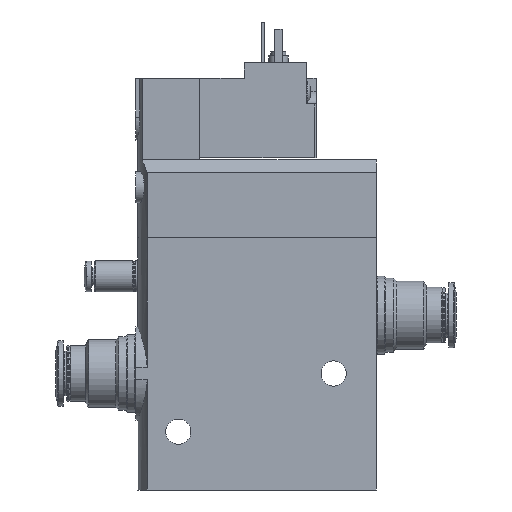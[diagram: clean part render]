
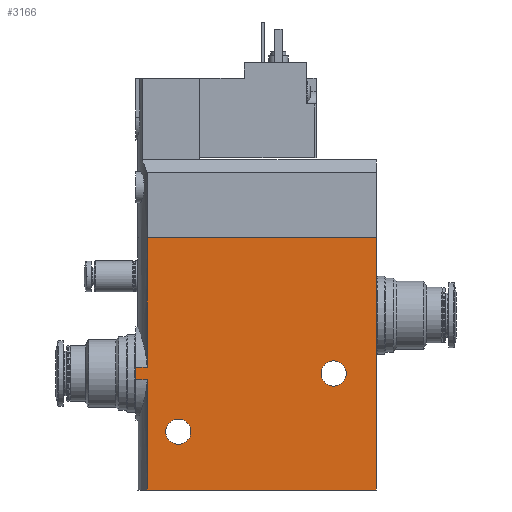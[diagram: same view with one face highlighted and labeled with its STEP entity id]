
A CAD part, left-side view. The second image highlights one B-rep face of the part: STEP entity #3166.
In plain terms, the highlighted face is planar.
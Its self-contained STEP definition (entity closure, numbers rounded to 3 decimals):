
#229=LINE('',#5353,#445);
#232=LINE('',#5362,#448);
#233=LINE('',#5376,#449);
#235=LINE('',#5395,#451);
#237=LINE('',#5400,#453);
#240=LINE('',#5424,#456);
#243=LINE('',#5437,#459);
#244=LINE('',#5438,#460);
#445=VECTOR('',#4378,1000.);
#448=VECTOR('',#4385,1000.);
#449=VECTOR('',#4388,1000.);
#451=VECTOR('',#4394,1000.);
#453=VECTOR('',#4400,1000.);
#456=VECTOR('',#4409,1000.);
#459=VECTOR('',#4424,1000.);
#460=VECTOR('',#4425,1000.);
#697=ORIENTED_EDGE('',*,*,#1555,.T.);
#698=ORIENTED_EDGE('',*,*,#1556,.T.);
#699=ORIENTED_EDGE('',*,*,#1537,.T.);
#700=ORIENTED_EDGE('',*,*,#1550,.F.);
#701=ORIENTED_EDGE('',*,*,#1557,.F.);
#702=ORIENTED_EDGE('',*,*,#1531,.T.);
#703=ORIENTED_EDGE('',*,*,#1558,.T.);
#704=ORIENTED_EDGE('',*,*,#1544,.F.);
#705=ORIENTED_EDGE('',*,*,#1535,.T.);
#706=ORIENTED_EDGE('',*,*,#1541,.T.);
#1531=EDGE_CURVE('',#1966,#1965,#229,.T.);
#1535=EDGE_CURVE('',#1970,#1969,#232,.F.);
#1537=EDGE_CURVE('',#1971,#1972,#233,.T.);
#1541=EDGE_CURVE('',#1969,#1971,#235,.T.);
#1544=EDGE_CURVE('',#1970,#1976,#237,.T.);
#1550=EDGE_CURVE('',#1980,#1972,#240,.T.);
#1555=EDGE_CURVE('',#1983,#1983,#2283,.T.);
#1556=EDGE_CURVE('',#1984,#1984,#2284,.T.);
#1557=EDGE_CURVE('',#1966,#1980,#243,.T.);
#1558=EDGE_CURVE('',#1965,#1976,#244,.T.);
#1965=VERTEX_POINT('',#5352);
#1966=VERTEX_POINT('',#5354);
#1969=VERTEX_POINT('',#5361);
#1970=VERTEX_POINT('',#5363);
#1971=VERTEX_POINT('',#5377);
#1972=VERTEX_POINT('',#5378);
#1976=VERTEX_POINT('',#5401);
#1980=VERTEX_POINT('',#5423);
#1983=VERTEX_POINT('',#5434);
#1984=VERTEX_POINT('',#5436);
#2283=CIRCLE('',#4007,3.25);
#2284=CIRCLE('',#4008,3.25);
#2440=EDGE_LOOP('',(#697));
#2441=EDGE_LOOP('',(#698));
#2442=EDGE_LOOP('',(#699,#700,#701,#702,#703,#704,#705,#706));
#2755=FACE_BOUND('',#2440,.T.);
#2756=FACE_BOUND('',#2441,.T.);
#2757=FACE_BOUND('',#2442,.T.);
#3060=PLANE('',#4006);
#3166=ADVANCED_FACE('',(#2755,#2756,#2757),#3060,.F.);
#4006=AXIS2_PLACEMENT_3D('',#5432,#4418,#4419);
#4007=AXIS2_PLACEMENT_3D('',#5433,#4420,#4421);
#4008=AXIS2_PLACEMENT_3D('',#5435,#4422,#4423);
#4378=DIRECTION('',(-1.,0.,0.));
#4385=DIRECTION('',(0.,-1.,0.));
#4388=DIRECTION('',(0.,-1.,0.));
#4394=DIRECTION('',(1.,0.,0.));
#4400=DIRECTION('',(-1.,0.,0.));
#4409=DIRECTION('',(-1.,0.,0.));
#4418=DIRECTION('',(0.,0.,1.));
#4419=DIRECTION('',(1.,0.,0.));
#4420=DIRECTION('',(0.,0.,1.));
#4421=DIRECTION('',(1.,0.,0.));
#4422=DIRECTION('',(0.,0.,1.));
#4423=DIRECTION('',(1.,0.,0.));
#4424=DIRECTION('',(0.,1.,0.));
#4425=DIRECTION('',(0.,1.,0.));
#5352=CARTESIAN_POINT('',(0.,0.,-12.));
#5353=CARTESIAN_POINT('',(65.,0.,-12.));
#5354=CARTESIAN_POINT('',(65.,0.,-12.));
#5361=CARTESIAN_POINT('',(33.448,62.,-12.));
#5362=CARTESIAN_POINT('',(33.448,0.,-12.));
#5363=CARTESIAN_POINT('',(33.448,58.995,-12.));
#5376=CARTESIAN_POINT('',(36.552,0.,-12.));
#5377=CARTESIAN_POINT('',(36.552,62.,-12.));
#5378=CARTESIAN_POINT('',(36.552,58.995,-12.));
#5395=CARTESIAN_POINT('',(35.,62.,-12.));
#5400=CARTESIAN_POINT('',(65.,58.995,-12.));
#5401=CARTESIAN_POINT('',(0.,58.995,-12.));
#5423=CARTESIAN_POINT('',(65.,58.995,-12.));
#5424=CARTESIAN_POINT('',(65.,58.995,-12.));
#5432=CARTESIAN_POINT('',(65.,0.,-12.));
#5433=CARTESIAN_POINT('',(35.,11.,-12.));
#5434=CARTESIAN_POINT('',(38.25,11.,-12.));
#5435=CARTESIAN_POINT('',(50.,51.,-12.));
#5436=CARTESIAN_POINT('',(53.25,51.,-12.));
#5437=CARTESIAN_POINT('',(65.,0.,-12.));
#5438=CARTESIAN_POINT('',(0.,0.,-12.));
